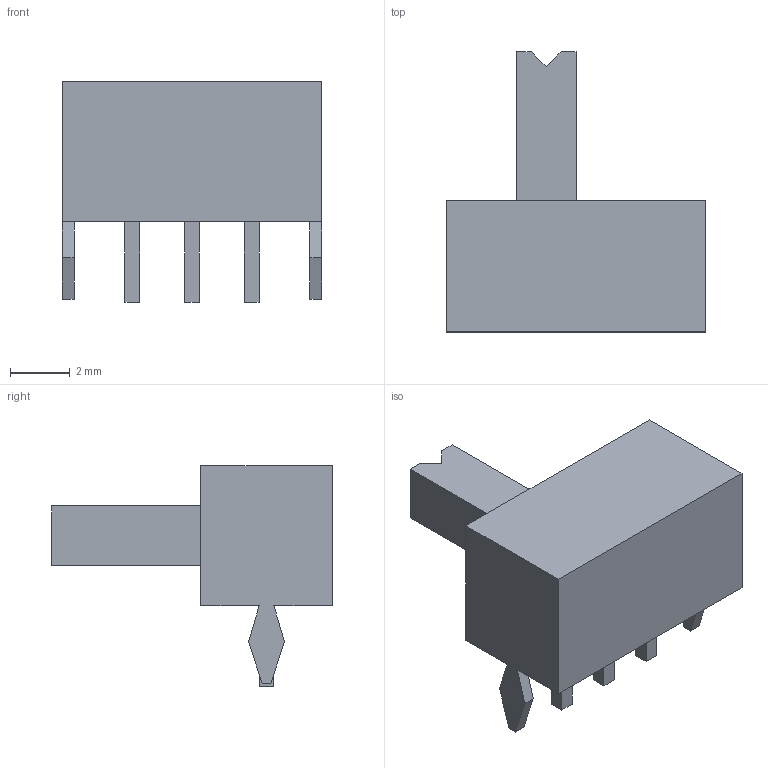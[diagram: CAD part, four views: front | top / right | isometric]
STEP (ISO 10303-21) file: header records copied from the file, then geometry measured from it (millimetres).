
FILE_DESCRIPTION(/* description */ (''),/* implementation_level */ '2;1');
FILE_NAME(/* name */ 'Slide switch v1.step',/* time_stamp */ '2023-04-22T11:02:32+02:00',/* author */ (''),/* organization */ (''),/* preprocessor_version */ 'ST-DEVELOPER v19.2',/* originating_system */ 'Autodesk Translation Framework v12.4.0.73',/* authorisation */ '');
FILE_SCHEMA (('AUTOMOTIVE_DESIGN { 1 0 10303 214 3 1 1 }'));
Length unit declared in the file: millimetre
Products named in the file (1): Slide switch
Bounding box: 8.7 x 9.4 x 7.4 mm (x, y, z)
Volume: 201.3 mm3; surface area: 272.3 mm2
Topology: 1 solids, 1 shells, 45 faces, 115 edges, 76 vertices
Faces by surface type: plane 45
Entity records: 1389 total; most frequent: CARTESIAN_POINT 237, ORIENTED_EDGE 230, DIRECTION 207, LINE 115, VECTOR 115, EDGE_CURVE 115, VERTEX_POINT 76, EDGE_LOOP 49
